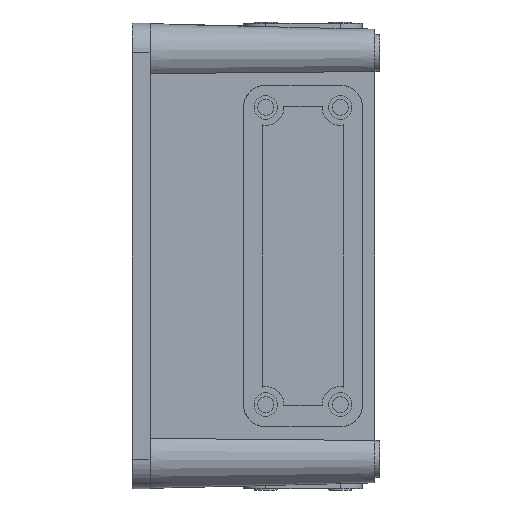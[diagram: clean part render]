
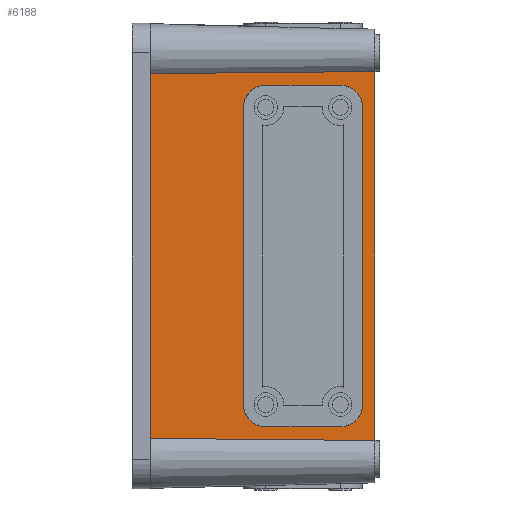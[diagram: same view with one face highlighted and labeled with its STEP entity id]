
A CAD part, left-side view. The second image highlights one B-rep face of the part: STEP entity #6188.
In plain terms, the highlighted planar face has unit normal (-1, -0.026, 0).
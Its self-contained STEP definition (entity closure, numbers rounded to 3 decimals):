
#6133 = EDGE_CURVE ( 'NONE', #6138, #6147, #13312, .T. ) ;
#6138 = VERTEX_POINT ( 'NONE', #13282 ) ;
#6147 = VERTEX_POINT ( 'NONE', #13313 ) ;
#6173 = ORIENTED_EDGE ( 'NONE', *, *, #6133, .F. ) ;
#6179 = EDGE_LOOP ( 'NONE', ( #6173, #6198, #6191, #6180, #6192, #6223, #6211, #6229 ) ) ;
#6180 = ORIENTED_EDGE ( 'NONE', *, *, #6193, .F. ) ;
#6188 = ADVANCED_FACE ( 'NONE', ( #13422, #13416 ), #13454, .T. ) ;
#6190 = VERTEX_POINT ( 'NONE', #13476 ) ;
#6191 = ORIENTED_EDGE ( 'NONE', *, *, #6199, .F. ) ;
#6192 = ORIENTED_EDGE ( 'NONE', *, *, #6234, .F. ) ;
#6193 = EDGE_CURVE ( 'NONE', #6202, #6190, #13474, .T. ) ;
#6198 = ORIENTED_EDGE ( 'NONE', *, *, #6203, .F. ) ;
#6199 = EDGE_CURVE ( 'NONE', #6190, #6200, #13503, .T. ) ;
#6200 = VERTEX_POINT ( 'NONE', #13502 ) ;
#6202 = VERTEX_POINT ( 'NONE', #13459 ) ;
#6203 = EDGE_CURVE ( 'NONE', #6200, #6138, #13490, .T. ) ;
#6204 = EDGE_LOOP ( 'NONE', ( #6208, #6240, #6210, #6212 ) ) ;
#6206 = EDGE_CURVE ( 'NONE', #6224, #6228, #13485, .T. ) ;
#6208 = ORIENTED_EDGE ( 'NONE', *, *, #6206, .F. ) ;
#6210 = ORIENTED_EDGE ( 'NONE', *, *, #6235, .T. ) ;
#6211 = ORIENTED_EDGE ( 'NONE', *, *, #6225, .F. ) ;
#6212 = ORIENTED_EDGE ( 'NONE', *, *, #6236, .F. ) ;
#6213 = EDGE_CURVE ( 'NONE', #6147, #6217, #13492, .T. ) ;
#6216 = EDGE_CURVE ( 'NONE', #6242, #6224, #13521, .T. ) ;
#6217 = VERTEX_POINT ( 'NONE', #13481 ) ;
#6219 = EDGE_CURVE ( 'NONE', #6227, #6222, #13486, .T. ) ;
#6222 = VERTEX_POINT ( 'NONE', #13514 ) ;
#6223 = ORIENTED_EDGE ( 'NONE', *, *, #6219, .F. ) ;
#6224 = VERTEX_POINT ( 'NONE', #13520 ) ;
#6225 = EDGE_CURVE ( 'NONE', #6217, #6227, #13507, .T. ) ;
#6227 = VERTEX_POINT ( 'NONE', #13509 ) ;
#6228 = VERTEX_POINT ( 'NONE', #13522 ) ;
#6229 = ORIENTED_EDGE ( 'NONE', *, *, #6213, .F. ) ;
#6234 = EDGE_CURVE ( 'NONE', #6222, #6202, #13561, .T. ) ;
#6235 = EDGE_CURVE ( 'NONE', #6242, #6241, #13560, .T. ) ;
#6236 = EDGE_CURVE ( 'NONE', #6228, #6241, #13549, .T. ) ;
#6240 = ORIENTED_EDGE ( 'NONE', *, *, #6216, .F. ) ;
#6241 = VERTEX_POINT ( 'NONE', #13551 ) ;
#6242 = VERTEX_POINT ( 'NONE', #13583 ) ;
#13282 = CARTESIAN_POINT ( 'NONE',  ( -88.367, 14., -69. ) ) ;
#13308 = CARTESIAN_POINT ( 'NONE',  ( -88.131, 5., -60. ) ) ;
#13309 = CARTESIAN_POINT ( 'NONE',  ( -88.131, 5., -65.272 ) ) ;
#13310 = CARTESIAN_POINT ( 'NONE',  ( -88.229, 8.728, -69. ) ) ;
#13311 = CARTESIAN_POINT ( 'NONE',  ( -88.367, 14., -69. ) ) ;
#13312 =( BOUNDED_CURVE ( )  B_SPLINE_CURVE ( 3, ( #13311, #13310, #13309, #13308 ),
 .UNSPECIFIED., .F., .T. ) 
 B_SPLINE_CURVE_WITH_KNOTS ( ( 4, 4 ),
 ( 1.571, 3.142 ),
 .UNSPECIFIED. ) 
 CURVE ( )  GEOMETRIC_REPRESENTATION_ITEM ( )  RATIONAL_B_SPLINE_CURVE ( ( 1., 0.805, 0.805, 1. ) ) 
 REPRESENTATION_ITEM ( '' )  );
#13313 = CARTESIAN_POINT ( 'NONE',  ( -88.131, 5., -60. ) ) ;
#13416 = FACE_OUTER_BOUND ( 'NONE', #6204, .T. ) ;
#13417 = AXIS2_PLACEMENT_3D ( 'NONE', #13479, #13478, #13477 ) ;
#13422 = FACE_BOUND ( 'NONE', #6179, .T. ) ;
#13435 = VECTOR ( 'NONE', #13471, 1000. ) ;
#13454 = PLANE ( 'NONE',  #13417 ) ;
#13459 = CARTESIAN_POINT ( 'NONE',  ( -89.388, 53., 60. ) ) ;
#13471 = DIRECTION ( 'NONE',  ( 0., 0., -1. ) ) ;
#13473 = CARTESIAN_POINT ( 'NONE',  ( -89.388, 53., -60. ) ) ;
#13474 = LINE ( 'NONE', #13473, #13435 ) ;
#13476 = CARTESIAN_POINT ( 'NONE',  ( -89.388, 53., -60. ) ) ;
#13477 = DIRECTION ( 'NONE',  ( 0.026, -1., 0. ) ) ;
#13478 = DIRECTION ( 'NONE',  ( -1., -0.026, 0. ) ) ;
#13479 = CARTESIAN_POINT ( 'NONE',  ( -88., 0., -83. ) ) ;
#13481 = CARTESIAN_POINT ( 'NONE',  ( -88.131, 5., 60. ) ) ;
#13482 = DIRECTION ( 'NONE',  ( 0., 0., 1. ) ) ;
#13483 = VECTOR ( 'NONE', #13482, 1000. ) ;
#13484 = CARTESIAN_POINT ( 'NONE',  ( -90.378, 90.8, -83. ) ) ;
#13485 = LINE ( 'NONE', #13484, #13483 ) ;
#13486 = LINE ( 'NONE', #13513, #13512 ) ;
#13487 = DIRECTION ( 'NONE',  ( 0.026, -1., 0. ) ) ;
#13488 = VECTOR ( 'NONE', #13487, 1000. ) ;
#13489 = CARTESIAN_POINT ( 'NONE',  ( 253.525, -13042.322, -69. ) ) ;
#13490 = LINE ( 'NONE', #13489, #13488 ) ;
#13491 = CARTESIAN_POINT ( 'NONE',  ( -88.131, 5., -60. ) ) ;
#13492 = LINE ( 'NONE', #13491, #13524 ) ;
#13498 = CARTESIAN_POINT ( 'NONE',  ( -89.152, 44., -69. ) ) ;
#13499 = CARTESIAN_POINT ( 'NONE',  ( -89.29, 49.272, -69. ) ) ;
#13500 = CARTESIAN_POINT ( 'NONE',  ( -89.388, 53., -65.272 ) ) ;
#13501 = CARTESIAN_POINT ( 'NONE',  ( -89.388, 53., -60. ) ) ;
#13502 = CARTESIAN_POINT ( 'NONE',  ( -89.152, 44., -69. ) ) ;
#13503 =( BOUNDED_CURVE ( )  B_SPLINE_CURVE ( 3, ( #13501, #13500, #13499, #13498 ),
 .UNSPECIFIED., .F., .T. ) 
 B_SPLINE_CURVE_WITH_KNOTS ( ( 4, 4 ),
 ( 0., 1.571 ),
 .UNSPECIFIED. ) 
 CURVE ( )  GEOMETRIC_REPRESENTATION_ITEM ( )  RATIONAL_B_SPLINE_CURVE ( ( 1., 0.805, 0.805, 1. ) ) 
 REPRESENTATION_ITEM ( '' )  );
#13507 =( BOUNDED_CURVE ( )  B_SPLINE_CURVE ( 3, ( #13544, #13543, #13542, #13541 ),
 .UNSPECIFIED., .F., .T. ) 
 B_SPLINE_CURVE_WITH_KNOTS ( ( 4, 4 ),
 ( 3.142, 4.712 ),
 .UNSPECIFIED. ) 
 CURVE ( )  GEOMETRIC_REPRESENTATION_ITEM ( )  RATIONAL_B_SPLINE_CURVE ( ( 1., 0.805, 0.805, 1. ) ) 
 REPRESENTATION_ITEM ( '' )  );
#13509 = CARTESIAN_POINT ( 'NONE',  ( -88.367, 14., 69. ) ) ;
#13511 = DIRECTION ( 'NONE',  ( -0.026, 1., 0. ) ) ;
#13512 = VECTOR ( 'NONE', #13511, 1000. ) ;
#13513 = CARTESIAN_POINT ( 'NONE',  ( 253.525, -13042.322, 69. ) ) ;
#13514 = CARTESIAN_POINT ( 'NONE',  ( -89.152, 44., 69. ) ) ;
#13515 = CARTESIAN_POINT ( 'NONE',  ( -90.378, 90.8, -73.656 ) ) ;
#13516 = CARTESIAN_POINT ( 'NONE',  ( -89.543, 58.937, -73.922 ) ) ;
#13517 = CARTESIAN_POINT ( 'NONE',  ( -88.75, 28.641, -74.203 ) ) ;
#13518 = CARTESIAN_POINT ( 'NONE',  ( -88., 0., -74.5 ) ) ;
#13520 = CARTESIAN_POINT ( 'NONE',  ( -90.378, 90.8, -73.656 ) ) ;
#13521 =( BOUNDED_CURVE ( )  B_SPLINE_CURVE ( 3, ( #13518, #13517, #13516, #13515 ),
 .UNSPECIFIED., .F., .T. ) 
 B_SPLINE_CURVE_WITH_KNOTS ( ( 4, 4 ),
 ( 3.879, 3.987 ),
 .UNSPECIFIED. ) 
 CURVE ( )  GEOMETRIC_REPRESENTATION_ITEM ( )  RATIONAL_B_SPLINE_CURVE ( ( 1., 0.999, 0.999, 1. ) ) 
 REPRESENTATION_ITEM ( '' )  );
#13522 = CARTESIAN_POINT ( 'NONE',  ( -90.378, 90.8, 73.656 ) ) ;
#13523 = DIRECTION ( 'NONE',  ( 0., 0., 1. ) ) ;
#13524 = VECTOR ( 'NONE', #13523, 1000. ) ;
#13541 = CARTESIAN_POINT ( 'NONE',  ( -88.367, 14., 69. ) ) ;
#13542 = CARTESIAN_POINT ( 'NONE',  ( -88.229, 8.728, 69. ) ) ;
#13543 = CARTESIAN_POINT ( 'NONE',  ( -88.131, 5., 65.272 ) ) ;
#13544 = CARTESIAN_POINT ( 'NONE',  ( -88.131, 5., 60. ) ) ;
#13545 = CARTESIAN_POINT ( 'NONE',  ( -88.75, 28.641, 74.203 ) ) ;
#13546 = CARTESIAN_POINT ( 'NONE',  ( -89.543, 58.937, 73.922 ) ) ;
#13547 = CARTESIAN_POINT ( 'NONE',  ( -90.378, 90.8, 73.656 ) ) ;
#13549 =( BOUNDED_CURVE ( )  B_SPLINE_CURVE ( 3, ( #13547, #13546, #13545, #13590 ),
 .UNSPECIFIED., .F., .T. ) 
 B_SPLINE_CURVE_WITH_KNOTS ( ( 4, 4 ),
 ( 2.296, 2.404 ),
 .UNSPECIFIED. ) 
 CURVE ( )  GEOMETRIC_REPRESENTATION_ITEM ( )  RATIONAL_B_SPLINE_CURVE ( ( 1., 0.999, 0.999, 1. ) ) 
 REPRESENTATION_ITEM ( '' )  );
#13551 = CARTESIAN_POINT ( 'NONE',  ( -88., 0., 74.5 ) ) ;
#13552 = DIRECTION ( 'NONE',  ( 0., 0., 1. ) ) ;
#13553 = VECTOR ( 'NONE', #13552, 1000. ) ;
#13554 = CARTESIAN_POINT ( 'NONE',  ( -89.388, 53., 60. ) ) ;
#13555 = CARTESIAN_POINT ( 'NONE',  ( -89.388, 53., 65.272 ) ) ;
#13556 = CARTESIAN_POINT ( 'NONE',  ( -89.29, 49.272, 69. ) ) ;
#13557 = CARTESIAN_POINT ( 'NONE',  ( -89.152, 44., 69. ) ) ;
#13559 = CARTESIAN_POINT ( 'NONE',  ( -88., 0., -83. ) ) ;
#13560 = LINE ( 'NONE', #13559, #13553 ) ;
#13561 =( BOUNDED_CURVE ( )  B_SPLINE_CURVE ( 3, ( #13557, #13556, #13555, #13554 ),
 .UNSPECIFIED., .F., .T. ) 
 B_SPLINE_CURVE_WITH_KNOTS ( ( 4, 4 ),
 ( 4.712, 6.283 ),
 .UNSPECIFIED. ) 
 CURVE ( )  GEOMETRIC_REPRESENTATION_ITEM ( )  RATIONAL_B_SPLINE_CURVE ( ( 1., 0.805, 0.805, 1. ) ) 
 REPRESENTATION_ITEM ( '' )  );
#13583 = CARTESIAN_POINT ( 'NONE',  ( -88., 0., -74.5 ) ) ;
#13590 = CARTESIAN_POINT ( 'NONE',  ( -88., 0., 74.5 ) ) ;
